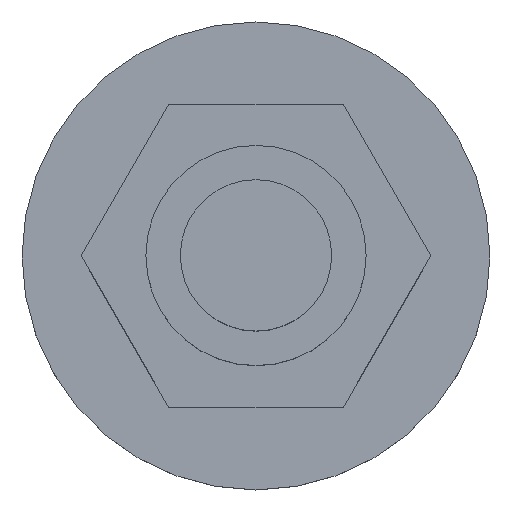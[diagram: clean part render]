
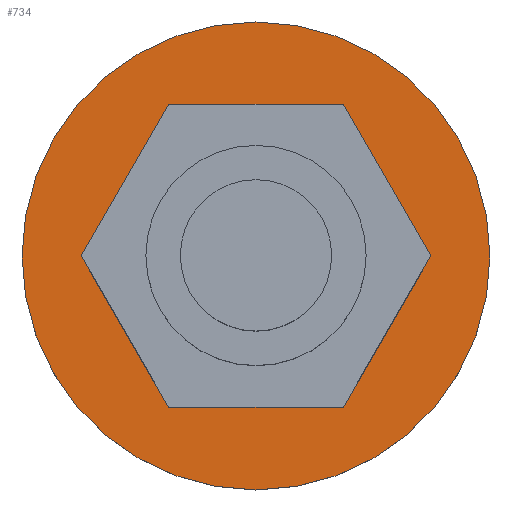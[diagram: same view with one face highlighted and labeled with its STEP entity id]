
A CAD part, top view. The second image highlights one B-rep face of the part: STEP entity #734.
In plain terms, the highlighted planar face has unit normal (0, 0, 1).
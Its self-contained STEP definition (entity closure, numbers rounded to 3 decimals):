
#11 = CARTESIAN_POINT ( 'NONE',  ( 0., 0., 1.6 ) ) ;
#16 = DIRECTION ( 'NONE',  ( 0., 0., -1. ) ) ;
#31 = ORIENTED_EDGE ( 'NONE', *, *, #603, .F. ) ;
#59 = AXIS2_PLACEMENT_3D ( 'NONE', #768, #850, #626 ) ;
#60 = CARTESIAN_POINT ( 'NONE',  ( -3.175, -5.5, 1.6 ) ) ;
#64 = ORIENTED_EDGE ( 'NONE', *, *, #526, .F. ) ;
#65 = CARTESIAN_POINT ( 'NONE',  ( 6.351, 0., 1.6 ) ) ;
#79 = VERTEX_POINT ( 'NONE', #65 ) ;
#88 = VECTOR ( 'NONE', #237, 1000. ) ;
#100 = DIRECTION ( 'NONE',  ( -1., 0., 0. ) ) ;
#108 = VECTOR ( 'NONE', #581, 1000. ) ;
#113 = PLANE ( 'NONE',  #568 ) ;
#118 = CARTESIAN_POINT ( 'NONE',  ( 8.5, 0., 1.6 ) ) ;
#142 = CARTESIAN_POINT ( 'NONE',  ( -8.5, 0., 1.6 ) ) ;
#151 = VERTEX_POINT ( 'NONE', #332 ) ;
#160 = EDGE_CURVE ( 'NONE', #632, #705, #505, .T. ) ;
#192 = FACE_OUTER_BOUND ( 'NONE', #366, .T. ) ;
#203 = CARTESIAN_POINT ( 'NONE',  ( -3.175, -5.5, 1.6 ) ) ;
#222 = VECTOR ( 'NONE', #309, 1000. ) ;
#237 = DIRECTION ( 'NONE',  ( -0.5, 0.866, 0. ) ) ;
#284 = EDGE_CURVE ( 'NONE', #504, #632, #285, .T. ) ;
#285 = LINE ( 'NONE', #501, #222 ) ;
#293 = EDGE_CURVE ( 'NONE', #151, #504, #455, .T. ) ;
#298 = VECTOR ( 'NONE', #668, 1000. ) ;
#301 = VECTOR ( 'NONE', #100, 1000. ) ;
#306 = VERTEX_POINT ( 'NONE', #118 ) ;
#309 = DIRECTION ( 'NONE',  ( 0.5, -0.866, 0. ) ) ;
#312 = EDGE_CURVE ( 'NONE', #705, #79, #435, .T. ) ;
#323 = LINE ( 'NONE', #625, #88 ) ;
#332 = CARTESIAN_POINT ( 'NONE',  ( -3.175, 5.5, 1.6 ) ) ;
#366 = EDGE_LOOP ( 'NONE', ( #64, #31 ) ) ;
#377 = DIRECTION ( 'NONE',  ( 0., -1., 0. ) ) ;
#386 = ORIENTED_EDGE ( 'NONE', *, *, #160, .F. ) ;
#404 = DIRECTION ( 'NONE',  ( 1., 0., 0. ) ) ;
#414 = ORIENTED_EDGE ( 'NONE', *, *, #479, .F. ) ;
#417 = LINE ( 'NONE', #430, #301 ) ;
#430 = CARTESIAN_POINT ( 'NONE',  ( 3.175, 5.5, 1.6 ) ) ;
#435 = LINE ( 'NONE', #786, #697 ) ;
#446 = ORIENTED_EDGE ( 'NONE', *, *, #312, .F. ) ;
#449 = VERTEX_POINT ( 'NONE', #704 ) ;
#455 = LINE ( 'NONE', #838, #108 ) ;
#458 = EDGE_CURVE ( 'NONE', #79, #449, #323, .T. ) ;
#464 = AXIS2_PLACEMENT_3D ( 'NONE', #11, #16, #404 ) ;
#479 = EDGE_CURVE ( 'NONE', #449, #151, #417, .T. ) ;
#485 = CARTESIAN_POINT ( 'NONE',  ( -6.351, 0., 1.6 ) ) ;
#501 = CARTESIAN_POINT ( 'NONE',  ( -6.351, 0., 1.6 ) ) ;
#504 = VERTEX_POINT ( 'NONE', #485 ) ;
#505 = LINE ( 'NONE', #203, #298 ) ;
#526 = EDGE_CURVE ( 'NONE', #306, #610, #618, .T. ) ;
#568 = AXIS2_PLACEMENT_3D ( 'NONE', #570, #634, #377 ) ;
#570 = CARTESIAN_POINT ( 'NONE',  ( 0., 0., 1.6 ) ) ;
#581 = DIRECTION ( 'NONE',  ( -0.5, -0.866, 0. ) ) ;
#603 = EDGE_CURVE ( 'NONE', #610, #306, #667, .T. ) ;
#610 = VERTEX_POINT ( 'NONE', #142 ) ;
#618 = CIRCLE ( 'NONE', #59, 8.5 ) ;
#625 = CARTESIAN_POINT ( 'NONE',  ( 6.351, 0., 1.6 ) ) ;
#626 = DIRECTION ( 'NONE',  ( 1., 0., 0. ) ) ;
#632 = VERTEX_POINT ( 'NONE', #60 ) ;
#634 = DIRECTION ( 'NONE',  ( 0., 0., -1. ) ) ;
#667 = CIRCLE ( 'NONE', #464, 8.5 ) ;
#668 = DIRECTION ( 'NONE',  ( 1., 0., 0. ) ) ;
#697 = VECTOR ( 'NONE', #708, 1000. ) ;
#701 = ORIENTED_EDGE ( 'NONE', *, *, #293, .F. ) ;
#704 = CARTESIAN_POINT ( 'NONE',  ( 3.175, 5.5, 1.6 ) ) ;
#705 = VERTEX_POINT ( 'NONE', #836 ) ;
#708 = DIRECTION ( 'NONE',  ( 0.5, 0.866, 0. ) ) ;
#734 = ADVANCED_FACE ( 'NONE', ( #192, #746 ), #113, .F. ) ;
#744 = EDGE_LOOP ( 'NONE', ( #386, #801, #701, #414, #792, #446 ) ) ;
#746 = FACE_BOUND ( 'NONE', #744, .T. ) ;
#768 = CARTESIAN_POINT ( 'NONE',  ( 0., 0., 1.6 ) ) ;
#786 = CARTESIAN_POINT ( 'NONE',  ( 3.175, -5.5, 1.6 ) ) ;
#792 = ORIENTED_EDGE ( 'NONE', *, *, #458, .F. ) ;
#801 = ORIENTED_EDGE ( 'NONE', *, *, #284, .F. ) ;
#836 = CARTESIAN_POINT ( 'NONE',  ( 3.175, -5.5, 1.6 ) ) ;
#838 = CARTESIAN_POINT ( 'NONE',  ( -3.175, 5.5, 1.6 ) ) ;
#850 = DIRECTION ( 'NONE',  ( 0., 0., -1. ) ) ;
